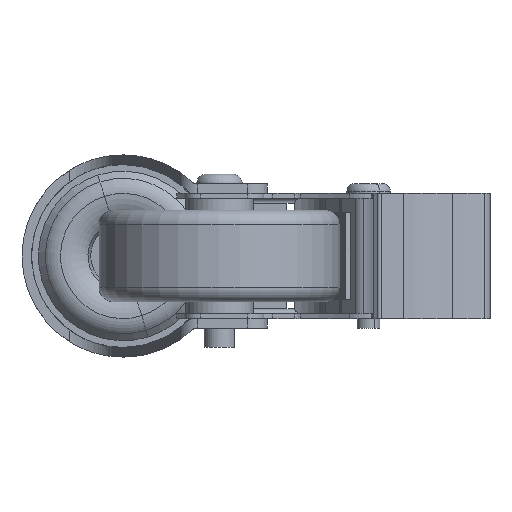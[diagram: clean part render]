
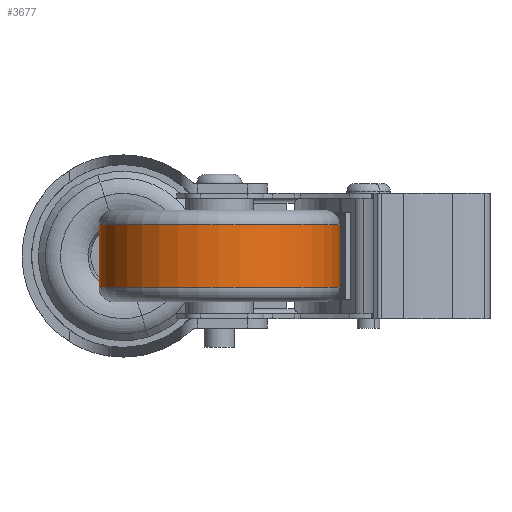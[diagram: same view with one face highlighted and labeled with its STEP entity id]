
A CAD part, front view. The second image highlights one B-rep face of the part: STEP entity #3677.
In plain terms, the highlighted cylindrical face has radius 25 mm (diameter 50 mm), a partial arc.
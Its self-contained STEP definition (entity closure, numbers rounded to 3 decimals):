
#422 = EDGE_CURVE ( 'NONE', #11503, #3998, #1807, .T. ) ;
#487 = AXIS2_PLACEMENT_3D ( 'NONE', #3610, #1886, #1018 ) ;
#703 = ORIENTED_EDGE ( 'NONE', *, *, #8174, .T. ) ;
#870 = CARTESIAN_POINT ( 'NONE',  ( -5., 25., -6.5 ) ) ;
#947 = CARTESIAN_POINT ( 'NONE',  ( -5., 25., -9.5 ) ) ;
#1018 = DIRECTION ( 'NONE',  ( 1., 0., 0. ) ) ;
#1137 = AXIS2_PLACEMENT_3D ( 'NONE', #5750, #3990, #7601 ) ;
#1212 = DIRECTION ( 'NONE',  ( 0., 0., 1. ) ) ;
#1807 = LINE ( 'NONE', #947, #2020 ) ;
#1857 = EDGE_CURVE ( 'NONE', #11503, #4094, #7197, .T. ) ;
#1886 = DIRECTION ( 'NONE',  ( 0., 0., 1. ) ) ;
#2020 = VECTOR ( 'NONE', #3848, 1000. ) ;
#2304 = CARTESIAN_POINT ( 'NONE',  ( 20., 25., -6.5 ) ) ;
#2497 = CYLINDRICAL_SURFACE ( 'NONE', #487, 25. ) ;
#2529 = CARTESIAN_POINT ( 'NONE',  ( 45., 25., -6.5 ) ) ;
#3189 = CIRCLE ( 'NONE', #1137, 25. ) ;
#3610 = CARTESIAN_POINT ( 'NONE',  ( 20., 25., -9.5 ) ) ;
#3677 = ADVANCED_FACE ( 'NONE', ( #5205 ), #2497, .T. ) ;
#3848 = DIRECTION ( 'NONE',  ( 0., 0., 1. ) ) ;
#3990 = DIRECTION ( 'NONE',  ( 0., 0., -1. ) ) ;
#3998 = VERTEX_POINT ( 'NONE', #8643 ) ;
#4094 = VERTEX_POINT ( 'NONE', #2529 ) ;
#4214 = ORIENTED_EDGE ( 'NONE', *, *, #1857, .T. ) ;
#5205 = FACE_OUTER_BOUND ( 'NONE', #10743, .T. ) ;
#5371 = VERTEX_POINT ( 'NONE', #7146 ) ;
#5750 = CARTESIAN_POINT ( 'NONE',  ( 20., 25., 6.5 ) ) ;
#5858 = AXIS2_PLACEMENT_3D ( 'NONE', #2304, #7748, #10544 ) ;
#6636 = CARTESIAN_POINT ( 'NONE',  ( 45., 25., -9.5 ) ) ;
#7146 = CARTESIAN_POINT ( 'NONE',  ( 45., 25., 6.5 ) ) ;
#7197 = CIRCLE ( 'NONE', #5858, 25. ) ;
#7601 = DIRECTION ( 'NONE',  ( 1., 0., 0. ) ) ;
#7748 = DIRECTION ( 'NONE',  ( 0., 0., 1. ) ) ;
#7827 = ORIENTED_EDGE ( 'NONE', *, *, #422, .F. ) ;
#8162 = EDGE_CURVE ( 'NONE', #4094, #5371, #10199, .T. ) ;
#8174 = EDGE_CURVE ( 'NONE', #5371, #3998, #3189, .T. ) ;
#8643 = CARTESIAN_POINT ( 'NONE',  ( -5., 25., 6.5 ) ) ;
#10056 = VECTOR ( 'NONE', #1212, 1000. ) ;
#10199 = LINE ( 'NONE', #6636, #10056 ) ;
#10544 = DIRECTION ( 'NONE',  ( 1., 0., 0. ) ) ;
#10743 = EDGE_LOOP ( 'NONE', ( #7827, #4214, #11793, #703 ) ) ;
#11503 = VERTEX_POINT ( 'NONE', #870 ) ;
#11793 = ORIENTED_EDGE ( 'NONE', *, *, #8162, .T. ) ;
